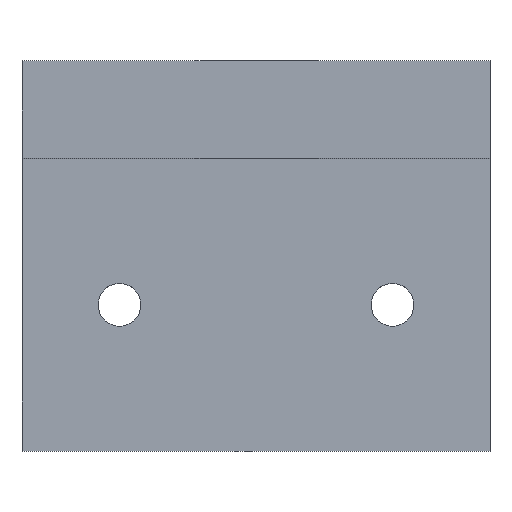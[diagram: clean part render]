
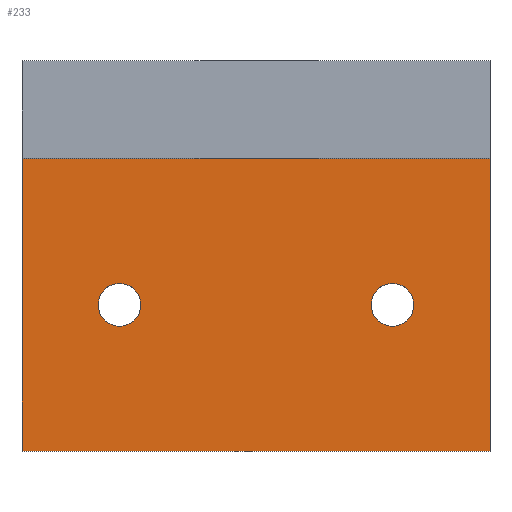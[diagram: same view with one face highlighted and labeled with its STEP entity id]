
A CAD part, top view. The second image highlights one B-rep face of the part: STEP entity #233.
In plain terms, the highlighted planar face has unit normal (0, 0, 1).
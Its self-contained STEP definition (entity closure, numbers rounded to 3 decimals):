
#26=FACE_BOUND('',#60,.T.);
#27=FACE_BOUND('',#61,.T.);
#32=CIRCLE('',#264,1.1);
#33=CIRCLE('',#265,1.1);
#43=FACE_OUTER_BOUND('',#59,.T.);
#59=EDGE_LOOP('',(#196,#197,#198,#199));
#60=EDGE_LOOP('',(#200));
#61=EDGE_LOOP('',(#201));
#66=LINE('',#340,#88);
#77=LINE('',#363,#99);
#80=LINE('',#374,#102);
#83=LINE('',#379,#105);
#88=VECTOR('',#276,24.);
#99=VECTOR('',#293,15.);
#102=VECTOR('',#304,15.);
#105=VECTOR('',#311,24.);
#110=VERTEX_POINT('',#338);
#111=VERTEX_POINT('',#339);
#120=VERTEX_POINT('',#359);
#124=VERTEX_POINT('',#372);
#126=VERTEX_POINT('',#383);
#127=VERTEX_POINT('',#385);
#130=EDGE_CURVE('',#110,#111,#66,.T.);
#142=EDGE_CURVE('',#110,#120,#77,.T.);
#147=EDGE_CURVE('',#111,#124,#80,.T.);
#150=EDGE_CURVE('',#120,#124,#83,.T.);
#152=EDGE_CURVE('',#126,#126,#32,.T.);
#153=EDGE_CURVE('',#127,#127,#33,.T.);
#196=ORIENTED_EDGE('',*,*,#130,.T.);
#197=ORIENTED_EDGE('',*,*,#147,.T.);
#198=ORIENTED_EDGE('',*,*,#150,.F.);
#199=ORIENTED_EDGE('',*,*,#142,.F.);
#200=ORIENTED_EDGE('',*,*,#152,.F.);
#201=ORIENTED_EDGE('',*,*,#153,.F.);
#225=PLANE('',#263);
#233=ADVANCED_FACE('',(#43,#26,#27),#225,.F.);
#263=AXIS2_PLACEMENT_3D('',#382,#314,#315);
#264=AXIS2_PLACEMENT_3D('',#384,#316,#317);
#265=AXIS2_PLACEMENT_3D('',#386,#318,#319);
#276=DIRECTION('',(1.,0.,0.));
#293=DIRECTION('',(0.,1.,0.));
#304=DIRECTION('',(0.,1.,0.));
#311=DIRECTION('',(1.,0.,0.));
#314=DIRECTION('center_axis',(0.,0.,-1.));
#315=DIRECTION('ref_axis',(1.,0.,0.));
#316=DIRECTION('center_axis',(0.,0.,1.));
#317=DIRECTION('ref_axis',(1.,0.,0.));
#318=DIRECTION('center_axis',(0.,0.,1.));
#319=DIRECTION('ref_axis',(1.,0.,0.));
#338=CARTESIAN_POINT('',(-12.,-20.,5.));
#339=CARTESIAN_POINT('',(12.,-20.,5.));
#340=CARTESIAN_POINT('',(-12.,-20.,5.));
#359=CARTESIAN_POINT('',(-12.,-5.,5.));
#363=CARTESIAN_POINT('',(-12.,-20.,5.));
#372=CARTESIAN_POINT('',(12.,-5.,5.));
#374=CARTESIAN_POINT('',(12.,-20.,5.));
#379=CARTESIAN_POINT('',(-12.,-5.,5.));
#382=CARTESIAN_POINT('Origin',(-12.,-5.,5.));
#383=CARTESIAN_POINT('',(-8.1,-12.5,5.));
#384=CARTESIAN_POINT('Origin',(-7.,-12.5,5.));
#385=CARTESIAN_POINT('',(5.9,-12.5,5.));
#386=CARTESIAN_POINT('Origin',(7.,-12.5,5.));
